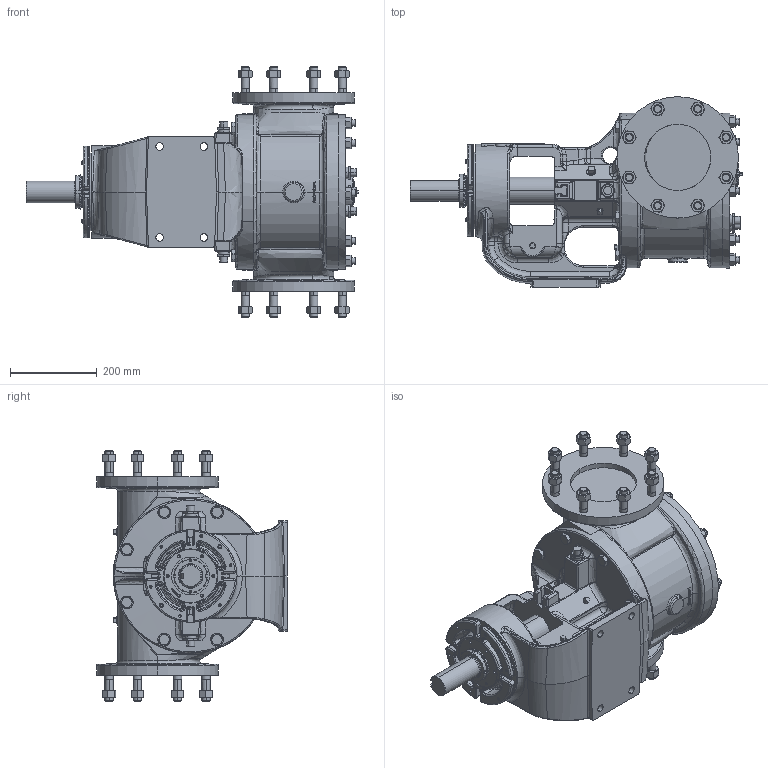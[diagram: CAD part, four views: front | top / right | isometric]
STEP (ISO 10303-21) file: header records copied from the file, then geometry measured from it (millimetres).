
FILE_DESCRIPTION (( 'STEP AP214' ), '1' );
FILE_NAME ('QS124E.STEP', '2018-02-23T20:21:44', ( '' ), ( '' ), 'SwSTEP 2.0', 'SolidWorks 2017', '' );
FILE_SCHEMA (( 'AUTOMOTIVE_DESIGN' ));
Length unit declared in the file: inch
Products named in the file (2): QS124E
Bounding box: 763.85 x 438.15 x 577.6 mm (x, y, z)
Volume: 38516381.9 mm3; surface area: 1555809 mm2
Topology: 1 solids, 1 shells, 3923 faces, 9831 edges, 6002 vertices
Faces by surface type: plane 1225, cylinder 1092, cone 735, bspline 692, torus 131, sphere 48
Entity records: 226081 total; most frequent: CARTESIAN_POINT 102180, ORIENTED_EDGE 19382, DIRECTION 16931, EDGE_CURVE 9691, AXIS2_PLACEMENT_3D 6700, VERTEX_POINT 6002, EDGE_LOOP 4171, FACE_OUTER_BOUND 3923
